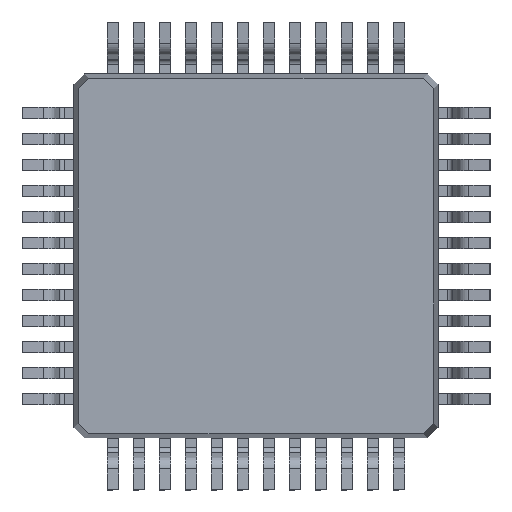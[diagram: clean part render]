
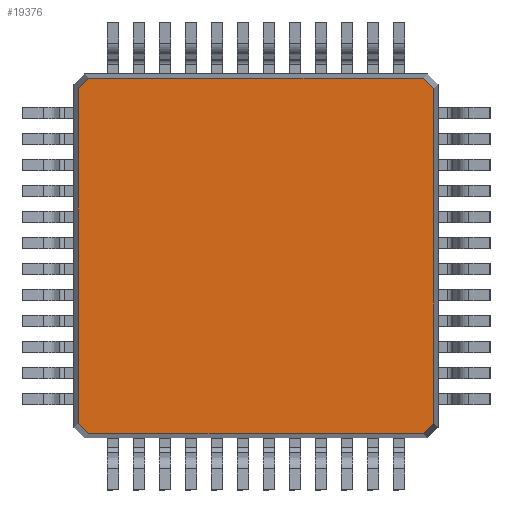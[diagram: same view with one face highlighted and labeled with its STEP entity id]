
A CAD part, front view. The second image highlights one B-rep face of the part: STEP entity #19376.
In plain terms, the highlighted planar face has unit normal (0, -1, 0).
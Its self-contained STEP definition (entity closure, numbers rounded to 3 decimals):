
#676 = LINE ( 'NONE', #2556, #15125 ) ;
#682 = ORIENTED_EDGE ( 'NONE', *, *, #8060, .T. ) ;
#1599 = ORIENTED_EDGE ( 'NONE', *, *, #13598, .T. ) ;
#2364 = DIRECTION ( 'NONE',  ( 0.702, 0., 0.712 ) ) ;
#2434 = VERTEX_POINT ( 'NONE', #3623 ) ;
#2556 = CARTESIAN_POINT ( 'NONE',  ( -3.5, 0.15, -3.42 ) ) ;
#3014 = VERTEX_POINT ( 'NONE', #12923 ) ;
#3024 = LINE ( 'NONE', #20038, #3335 ) ;
#3088 = EDGE_CURVE ( 'NONE', #7042, #19729, #18157, .T. ) ;
#3335 = VECTOR ( 'NONE', #9804, 1000. ) ;
#3341 = EDGE_CURVE ( 'NONE', #9295, #9502, #5998, .T. ) ;
#3623 = CARTESIAN_POINT ( 'NONE',  ( -3.215, 0.15, -3.42 ) ) ;
#3663 = CARTESIAN_POINT ( 'NONE',  ( -3.42, 0.15, 3.215 ) ) ;
#3998 = CARTESIAN_POINT ( 'NONE',  ( 3.293, 0.15, 3.343 ) ) ;
#4008 = EDGE_CURVE ( 'NONE', #11745, #3014, #20725, .T. ) ;
#4124 = DIRECTION ( 'NONE',  ( 1., 0., 0. ) ) ;
#4782 = DIRECTION ( 'NONE',  ( -0.702, 0., -0.712 ) ) ;
#4897 = CARTESIAN_POINT ( 'NONE',  ( -3.42, 0.15, 3.5 ) ) ;
#5271 = CARTESIAN_POINT ( 'NONE',  ( -3.42, 0.15, -3.218 ) ) ;
#5998 = LINE ( 'NONE', #3998, #16826 ) ;
#6075 = CARTESIAN_POINT ( 'NONE',  ( 3.5, 0.15, 3.42 ) ) ;
#6241 = EDGE_LOOP ( 'NONE', ( #15797, #682, #12804, #21857, #1599, #19410, #11197, #10323 ) ) ;
#6784 = EDGE_CURVE ( 'NONE', #2434, #11745, #676, .T. ) ;
#6984 = EDGE_CURVE ( 'NONE', #8905, #7042, #19802, .T. ) ;
#7042 = VERTEX_POINT ( 'NONE', #3663 ) ;
#7084 = CARTESIAN_POINT ( 'NONE',  ( 3.215, 0.15, 3.42 ) ) ;
#7565 = DIRECTION ( 'NONE',  ( -0.712, 0., 0.702 ) ) ;
#7586 = VECTOR ( 'NONE', #17211, 1000. ) ;
#7960 = CARTESIAN_POINT ( 'NONE',  ( 0., 0.15, 0. ) ) ;
#8060 = EDGE_CURVE ( 'NONE', #19729, #2434, #8860, .T. ) ;
#8463 = DIRECTION ( 'NONE',  ( 0., 0., -1. ) ) ;
#8860 = LINE ( 'NONE', #15640, #7586 ) ;
#8905 = VERTEX_POINT ( 'NONE', #22014 ) ;
#9295 = VERTEX_POINT ( 'NONE', #11555 ) ;
#9502 = VERTEX_POINT ( 'NONE', #7084 ) ;
#9804 = DIRECTION ( 'NONE',  ( 0., 0., 1. ) ) ;
#10323 = ORIENTED_EDGE ( 'NONE', *, *, #6984, .T. ) ;
#10966 = PLANE ( 'NONE',  #20376 ) ;
#11197 = ORIENTED_EDGE ( 'NONE', *, *, #12603, .T. ) ;
#11555 = CARTESIAN_POINT ( 'NONE',  ( 3.42, 0.15, 3.218 ) ) ;
#11745 = VERTEX_POINT ( 'NONE', #12111 ) ;
#11883 = VECTOR ( 'NONE', #16107, 1000. ) ;
#12111 = CARTESIAN_POINT ( 'NONE',  ( 3.218, 0.15, -3.42 ) ) ;
#12603 = EDGE_CURVE ( 'NONE', #9502, #8905, #21320, .T. ) ;
#12745 = VECTOR ( 'NONE', #4782, 1000. ) ;
#12804 = ORIENTED_EDGE ( 'NONE', *, *, #6784, .T. ) ;
#12923 = CARTESIAN_POINT ( 'NONE',  ( 3.42, 0.15, -3.215 ) ) ;
#13598 = EDGE_CURVE ( 'NONE', #3014, #9295, #3024, .T. ) ;
#15125 = VECTOR ( 'NONE', #4124, 1000. ) ;
#15519 = CARTESIAN_POINT ( 'NONE',  ( 3.343, 0.15, -3.293 ) ) ;
#15640 = CARTESIAN_POINT ( 'NONE',  ( -3.293, 0.15, -3.343 ) ) ;
#15797 = ORIENTED_EDGE ( 'NONE', *, *, #3088, .T. ) ;
#16107 = DIRECTION ( 'NONE',  ( -1., 0., 0. ) ) ;
#16250 = CARTESIAN_POINT ( 'NONE',  ( -3.343, 0.15, 3.293 ) ) ;
#16826 = VECTOR ( 'NONE', #7565, 1000. ) ;
#17211 = DIRECTION ( 'NONE',  ( 0.712, 0., -0.702 ) ) ;
#17765 = DIRECTION ( 'NONE',  ( 0., -1., 0. ) ) ;
#17915 = VECTOR ( 'NONE', #8463, 1000. ) ;
#18157 = LINE ( 'NONE', #4897, #17915 ) ;
#18240 = VECTOR ( 'NONE', #2364, 1000. ) ;
#19376 = ADVANCED_FACE ( 'NONE', ( #21530 ), #10966, .T. ) ;
#19410 = ORIENTED_EDGE ( 'NONE', *, *, #3341, .T. ) ;
#19729 = VERTEX_POINT ( 'NONE', #5271 ) ;
#19802 = LINE ( 'NONE', #16250, #12745 ) ;
#20038 = CARTESIAN_POINT ( 'NONE',  ( 3.42, 0.15, -3.5 ) ) ;
#20376 = AXIS2_PLACEMENT_3D ( 'NONE', #7960, #17765, #21303 ) ;
#20725 = LINE ( 'NONE', #15519, #18240 ) ;
#21303 = DIRECTION ( 'NONE',  ( 0., 0., -1. ) ) ;
#21320 = LINE ( 'NONE', #6075, #11883 ) ;
#21530 = FACE_OUTER_BOUND ( 'NONE', #6241, .T. ) ;
#21857 = ORIENTED_EDGE ( 'NONE', *, *, #4008, .T. ) ;
#22014 = CARTESIAN_POINT ( 'NONE',  ( -3.218, 0.15, 3.42 ) ) ;
